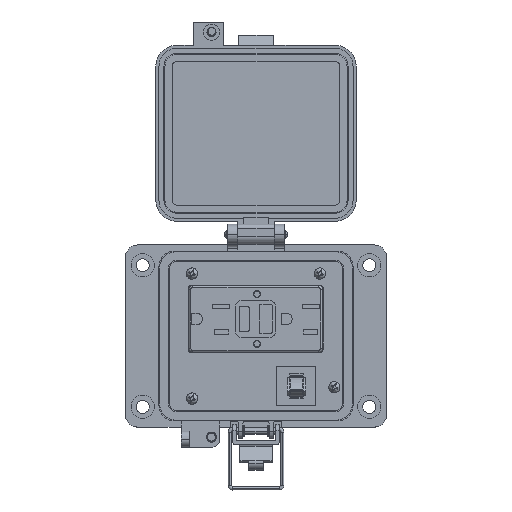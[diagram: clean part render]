
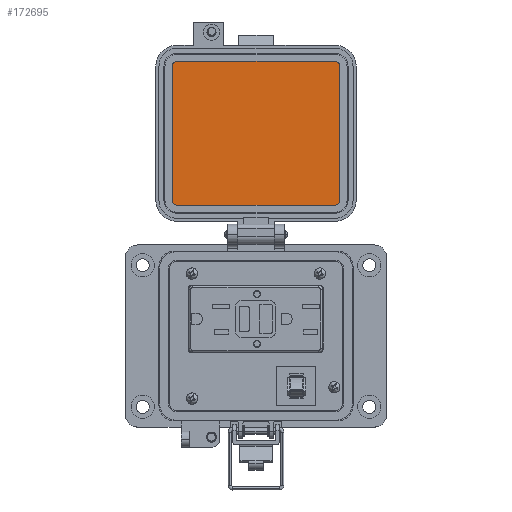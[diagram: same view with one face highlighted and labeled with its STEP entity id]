
A CAD part, top view. The second image highlights one B-rep face of the part: STEP entity #172695.
In plain terms, the highlighted planar face has unit normal (0, 0, 1).
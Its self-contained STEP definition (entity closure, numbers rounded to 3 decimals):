
#1341 = DIRECTION ( 'NONE',  ( 1., 0., 0. ) ) ;
#5750 = CARTESIAN_POINT ( 'NONE',  ( -44.769, 93.196, 19.202 ) ) ;
#5863 = EDGE_CURVE ( 'NONE', #150461, #41126, #94946, .T. ) ;
#9687 = ORIENTED_EDGE ( 'NONE', *, *, #63829, .F. ) ;
#10792 = AXIS2_PLACEMENT_3D ( 'NONE', #133373, #24518, #132366 ) ;
#17032 = DIRECTION ( 'NONE',  ( -1., 0., 0. ) ) ;
#23131 = ORIENTED_EDGE ( 'NONE', *, *, #109060, .F. ) ;
#24518 = DIRECTION ( 'NONE',  ( 0., 0., 1. ) ) ;
#27033 = DIRECTION ( 'NONE',  ( 0., -1., 0. ) ) ;
#29134 = VECTOR ( 'NONE', #76021, 1000. ) ;
#36772 = EDGE_LOOP ( 'NONE', ( #75924, #149887, #94299, #9687, #23131, #70384, #193923, #179728 ) ) ;
#40198 = VERTEX_POINT ( 'NONE', #65756 ) ;
#41126 = VERTEX_POINT ( 'NONE', #174069 ) ;
#42869 = CARTESIAN_POINT ( 'NONE',  ( -42.469, 126.389, 19.202 ) ) ;
#53321 = CARTESIAN_POINT ( 'NONE',  ( -44.769, 60.004, 19.202 ) ) ;
#55502 = EDGE_CURVE ( 'NONE', #40198, #150461, #163967, .T. ) ;
#58361 = DIRECTION ( 'NONE',  ( 0., 0., -1. ) ) ;
#58723 = CARTESIAN_POINT ( 'NONE',  ( 35.912, 126.389, 19.202 ) ) ;
#61772 = DIRECTION ( 'NONE',  ( 1., 0., 0. ) ) ;
#62277 = VERTEX_POINT ( 'NONE', #53321 ) ;
#63829 = EDGE_CURVE ( 'NONE', #177760, #64922, #169616, .T. ) ;
#64792 = LINE ( 'NONE', #5750, #92466 ) ;
#64922 = VERTEX_POINT ( 'NONE', #64928 ) ;
#64928 = CARTESIAN_POINT ( 'NONE',  ( 35.912, 128.688, 19.202 ) ) ;
#65756 = CARTESIAN_POINT ( 'NONE',  ( 38.212, 60.004, 19.202 ) ) ;
#69528 = PLANE ( 'NONE',  #10792 ) ;
#70384 = ORIENTED_EDGE ( 'NONE', *, *, #134648, .F. ) ;
#70497 = FACE_OUTER_BOUND ( 'NONE', #36772, .T. ) ;
#73293 = CARTESIAN_POINT ( 'NONE',  ( 38.212, 126.389, 19.202 ) ) ;
#74091 = CIRCLE ( 'NONE', #166594, 2.299 ) ;
#74803 = CARTESIAN_POINT ( 'NONE',  ( -3.279, 128.688, 19.202 ) ) ;
#75924 = ORIENTED_EDGE ( 'NONE', *, *, #55502, .F. ) ;
#76021 = DIRECTION ( 'NONE',  ( 0., -1., 0. ) ) ;
#76695 = DIRECTION ( 'NONE',  ( 0., 0., -1. ) ) ;
#84262 = AXIS2_PLACEMENT_3D ( 'NONE', #152857, #180880, #27033 ) ;
#85208 = AXIS2_PLACEMENT_3D ( 'NONE', #58723, #76695, #119651 ) ;
#86645 = CARTESIAN_POINT ( 'NONE',  ( 35.912, 57.705, 19.202 ) ) ;
#88874 = DIRECTION ( 'NONE',  ( 0., 0., -1. ) ) ;
#92466 = VECTOR ( 'NONE', #113657, 1000. ) ;
#94299 = ORIENTED_EDGE ( 'NONE', *, *, #126494, .F. ) ;
#94946 = LINE ( 'NONE', #123912, #128891 ) ;
#100868 = DIRECTION ( 'NONE',  ( 0., -1., 0. ) ) ;
#109060 = EDGE_CURVE ( 'NONE', #118351, #177760, #160203, .T. ) ;
#113657 = DIRECTION ( 'NONE',  ( 0., 1., 0. ) ) ;
#118351 = VERTEX_POINT ( 'NONE', #167860 ) ;
#119651 = DIRECTION ( 'NONE',  ( 1., 0., 0. ) ) ;
#123892 = CARTESIAN_POINT ( 'NONE',  ( 38.212, 93.196, 19.202 ) ) ;
#123912 = CARTESIAN_POINT ( 'NONE',  ( -3.279, 57.705, 19.202 ) ) ;
#126494 = EDGE_CURVE ( 'NONE', #64922, #169672, #174436, .T. ) ;
#128891 = VECTOR ( 'NONE', #17032, 1000. ) ;
#132366 = DIRECTION ( 'NONE',  ( -1., 0., 0. ) ) ;
#133373 = CARTESIAN_POINT ( 'NONE',  ( 39.871, 130.108, 19.202 ) ) ;
#134648 = EDGE_CURVE ( 'NONE', #62277, #118351, #64792, .T. ) ;
#144944 = EDGE_CURVE ( 'NONE', #169672, #40198, #153857, .T. ) ;
#146520 = EDGE_CURVE ( 'NONE', #41126, #62277, #74091, .T. ) ;
#149887 = ORIENTED_EDGE ( 'NONE', *, *, #144944, .F. ) ;
#150461 = VERTEX_POINT ( 'NONE', #86645 ) ;
#152857 = CARTESIAN_POINT ( 'NONE',  ( 35.912, 60.004, 19.202 ) ) ;
#153857 = LINE ( 'NONE', #123892, #29134 ) ;
#160203 = CIRCLE ( 'NONE', #173071, 2.299 ) ;
#163967 = CIRCLE ( 'NONE', #84262, 2.299 ) ;
#166594 = AXIS2_PLACEMENT_3D ( 'NONE', #196184, #58361, #1341 ) ;
#167860 = CARTESIAN_POINT ( 'NONE',  ( -44.769, 126.389, 19.202 ) ) ;
#169616 = LINE ( 'NONE', #74803, #193322 ) ;
#169672 = VERTEX_POINT ( 'NONE', #73293 ) ;
#172695 = ADVANCED_FACE ( 'NONE', ( #70497 ), #69528, .T. ) ;
#173071 = AXIS2_PLACEMENT_3D ( 'NONE', #42869, #88874, #100868 ) ;
#174069 = CARTESIAN_POINT ( 'NONE',  ( -42.469, 57.705, 19.202 ) ) ;
#174436 = CIRCLE ( 'NONE', #85208, 2.299 ) ;
#177760 = VERTEX_POINT ( 'NONE', #186758 ) ;
#179728 = ORIENTED_EDGE ( 'NONE', *, *, #5863, .F. ) ;
#180880 = DIRECTION ( 'NONE',  ( 0., 0., -1. ) ) ;
#186758 = CARTESIAN_POINT ( 'NONE',  ( -42.469, 128.688, 19.202 ) ) ;
#193322 = VECTOR ( 'NONE', #61772, 1000. ) ;
#193923 = ORIENTED_EDGE ( 'NONE', *, *, #146520, .F. ) ;
#196184 = CARTESIAN_POINT ( 'NONE',  ( -42.469, 60.004, 19.202 ) ) ;
